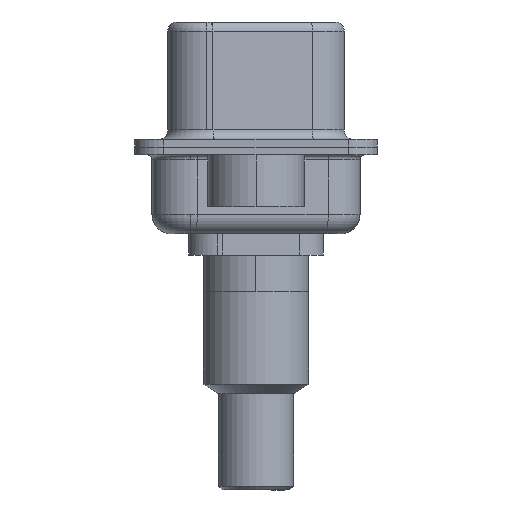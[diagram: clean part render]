
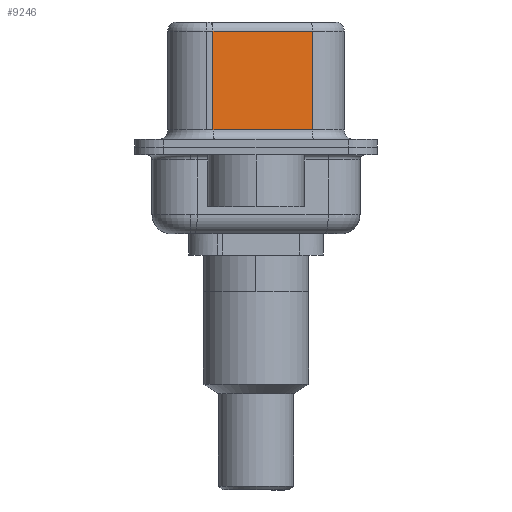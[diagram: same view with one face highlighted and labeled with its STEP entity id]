
A CAD part, left-side view. The second image highlights one B-rep face of the part: STEP entity #9246.
In plain terms, the highlighted planar face has unit normal (-0.985, -0.174, 0).
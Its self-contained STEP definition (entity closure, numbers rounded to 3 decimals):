
#43 = LINE ( 'NONE', #21921, #16296 ) ;
#1138 = LINE ( 'NONE', #16094, #16722 ) ;
#1596 = DIRECTION ( 'NONE',  ( -0.174, 0.985, 0. ) ) ;
#2559 = CARTESIAN_POINT ( 'NONE',  ( 4.58, -2.927, 6.02 ) ) ;
#2600 = DIRECTION ( 'NONE',  ( 0., 0., -1. ) ) ;
#3178 = VERTEX_POINT ( 'NONE', #2559 ) ;
#4583 = LINE ( 'NONE', #16869, #18941 ) ;
#5128 = ORIENTED_EDGE ( 'NONE', *, *, #8685, .T. ) ;
#6477 = CARTESIAN_POINT ( 'NONE',  ( 3.67, 2.233, 0.9 ) ) ;
#8685 = EDGE_CURVE ( 'NONE', #25039, #21235, #16228, .T. ) ;
#8848 = FACE_OUTER_BOUND ( 'NONE', #10353, .T. ) ;
#9246 = ADVANCED_FACE ( 'NONE', ( #8848 ), #21074, .F. ) ;
#9536 = DIRECTION ( 'NONE',  ( 0.174, -0.985, 0. ) ) ;
#10353 = EDGE_LOOP ( 'NONE', ( #12946, #26363, #19460, #5128 ) ) ;
#10797 = VECTOR ( 'NONE', #9536, 1000. ) ;
#10876 = CARTESIAN_POINT ( 'NONE',  ( 4.58, -2.927, 6.52 ) ) ;
#12946 = ORIENTED_EDGE ( 'NONE', *, *, #15528, .F. ) ;
#12953 = DIRECTION ( 'NONE',  ( -0.174, 0.985, 0. ) ) ;
#14864 = EDGE_CURVE ( 'NONE', #17889, #25039, #1138, .T. ) ;
#15528 = EDGE_CURVE ( 'NONE', #3178, #21235, #4583, .T. ) ;
#16094 = CARTESIAN_POINT ( 'NONE',  ( 3.67, 2.233, 6.52 ) ) ;
#16228 = LINE ( 'NONE', #19270, #10797 ) ;
#16296 = VECTOR ( 'NONE', #1596, 1000. ) ;
#16722 = VECTOR ( 'NONE', #20938, 1000. ) ;
#16869 = CARTESIAN_POINT ( 'NONE',  ( 4.58, -2.927, 6.52 ) ) ;
#17889 = VERTEX_POINT ( 'NONE', #21557 ) ;
#18941 = VECTOR ( 'NONE', #2600, 1000. ) ;
#19270 = CARTESIAN_POINT ( 'NONE',  ( 4.58, -2.927, 0.9 ) ) ;
#19460 = ORIENTED_EDGE ( 'NONE', *, *, #14864, .T. ) ;
#19891 = AXIS2_PLACEMENT_3D ( 'NONE', #10876, #25328, #12953 ) ;
#20938 = DIRECTION ( 'NONE',  ( 0., 0., -1. ) ) ;
#21074 = PLANE ( 'NONE',  #19891 ) ;
#21235 = VERTEX_POINT ( 'NONE', #23920 ) ;
#21557 = CARTESIAN_POINT ( 'NONE',  ( 3.67, 2.233, 6.02 ) ) ;
#21619 = EDGE_CURVE ( 'NONE', #3178, #17889, #43, .T. ) ;
#21921 = CARTESIAN_POINT ( 'NONE',  ( 4.58, -2.927, 6.02 ) ) ;
#23920 = CARTESIAN_POINT ( 'NONE',  ( 4.58, -2.927, 0.9 ) ) ;
#25039 = VERTEX_POINT ( 'NONE', #6477 ) ;
#25328 = DIRECTION ( 'NONE',  ( 0.985, 0.174, 0. ) ) ;
#26363 = ORIENTED_EDGE ( 'NONE', *, *, #21619, .T. ) ;
